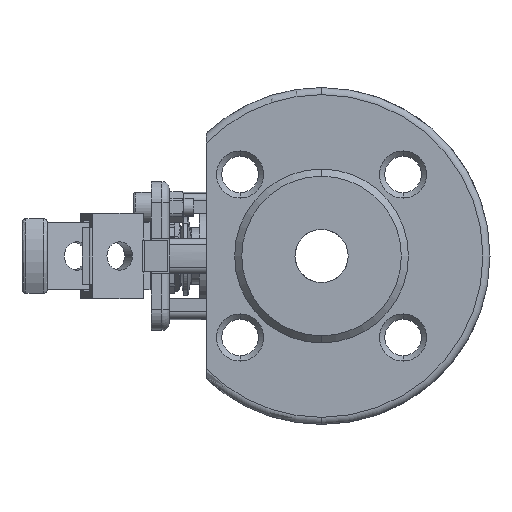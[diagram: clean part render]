
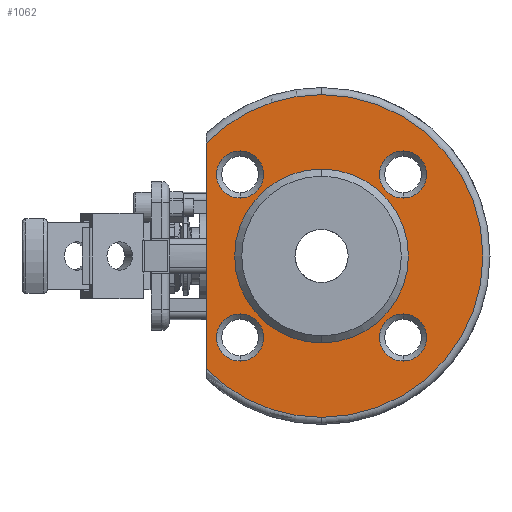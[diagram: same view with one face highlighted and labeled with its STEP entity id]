
A CAD part, left-side view. The second image highlights one B-rep face of the part: STEP entity #1062.
In plain terms, the highlighted planar face has unit normal (-1, 0, 0).
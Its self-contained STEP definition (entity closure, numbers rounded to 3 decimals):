
#298 = CIRCLE ( 'NONE', #24631, 6.65 ) ;
#547 = EDGE_CURVE ( 'NONE', #12155, #21195, #2764, .T. ) ;
#562 = DIRECTION ( 'NONE',  ( 0., 0., 1. ) ) ;
#618 = CARTESIAN_POINT ( 'NONE',  ( -19., -22.981, -16.331 ) ) ;
#1062 = ADVANCED_FACE ( 'NONE', ( #21920, #12796, #25799, #31453, #10153, #32324 ), #3671, .T. ) ;
#1187 = EDGE_LOOP ( 'NONE', ( #12079, #32190 ) ) ;
#1785 = DIRECTION ( 'NONE',  ( -1., 0., 0. ) ) ;
#2116 = VERTEX_POINT ( 'NONE', #22868 ) ;
#2235 = ORIENTED_EDGE ( 'NONE', *, *, #7166, .T. ) ;
#2664 = DIRECTION ( 'NONE',  ( 0., 0., 1. ) ) ;
#2672 = DIRECTION ( 'NONE',  ( -1., 0., 0. ) ) ;
#2764 = CIRCLE ( 'NONE', #15970, 6.65 ) ;
#3131 = CARTESIAN_POINT ( 'NONE',  ( -19., -22.981, 29.631 ) ) ;
#3167 = DIRECTION ( 'NONE',  ( 0., 0., 1. ) ) ;
#3179 = CARTESIAN_POINT ( 'NONE',  ( -19., 0., -45.5 ) ) ;
#3671 = PLANE ( 'NONE',  #25529 ) ;
#3745 = AXIS2_PLACEMENT_3D ( 'NONE', #18224, #12634, #12753 ) ;
#3962 = CIRCLE ( 'NONE', #7129, 6.65 ) ;
#4190 = ORIENTED_EDGE ( 'NONE', *, *, #29358, .F. ) ;
#4238 = ORIENTED_EDGE ( 'NONE', *, *, #12217, .T. ) ;
#4275 = DIRECTION ( 'NONE',  ( 0., 0., 1. ) ) ;
#4288 = AXIS2_PLACEMENT_3D ( 'NONE', #18858, #21527, #21785 ) ;
#4668 = CIRCLE ( 'NONE', #3745, 6.65 ) ;
#5158 = EDGE_CURVE ( 'NONE', #21195, #12155, #21774, .T. ) ;
#6087 = CIRCLE ( 'NONE', #4288, 45.5 ) ;
#6517 = EDGE_CURVE ( 'NONE', #7545, #21639, #4668, .T. ) ;
#6693 = DIRECTION ( 'NONE',  ( 1., 0., 0. ) ) ;
#7129 = AXIS2_PLACEMENT_3D ( 'NONE', #10721, #13553, #22167 ) ;
#7166 = EDGE_CURVE ( 'NONE', #2116, #35200, #298, .T. ) ;
#7194 = LINE ( 'NONE', #30847, #20705 ) ;
#7545 = VERTEX_POINT ( 'NONE', #34594 ) ;
#7720 = AXIS2_PLACEMENT_3D ( 'NONE', #24254, #18920, #13584 ) ;
#8363 = DIRECTION ( 'NONE',  ( 0., 0., 1. ) ) ;
#8570 = CIRCLE ( 'NONE', #27023, 24.5 ) ;
#9108 = CARTESIAN_POINT ( 'NONE',  ( -19., 32.5, -31.843 ) ) ;
#9304 = DIRECTION ( 'NONE',  ( 0., 0., 1. ) ) ;
#9445 = ORIENTED_EDGE ( 'NONE', *, *, #17908, .T. ) ;
#9869 = EDGE_LOOP ( 'NONE', ( #32898, #21612 ) ) ;
#10114 = CIRCLE ( 'NONE', #7720, 6.65 ) ;
#10153 = FACE_BOUND ( 'NONE', #9869, .T. ) ;
#10383 = EDGE_CURVE ( 'NONE', #15830, #21480, #16673, .T. ) ;
#10721 = CARTESIAN_POINT ( 'NONE',  ( -19., 22.981, -22.981 ) ) ;
#10894 = VERTEX_POINT ( 'NONE', #20868 ) ;
#10974 = DIRECTION ( 'NONE',  ( -1., 0., 0. ) ) ;
#11364 = CIRCLE ( 'NONE', #25106, 24.5 ) ;
#12079 = ORIENTED_EDGE ( 'NONE', *, *, #18813, .T. ) ;
#12155 = VERTEX_POINT ( 'NONE', #13186 ) ;
#12217 = EDGE_CURVE ( 'NONE', #35200, #2116, #3962, .T. ) ;
#12634 = DIRECTION ( 'NONE',  ( 1., 0., 0. ) ) ;
#12753 = DIRECTION ( 'NONE',  ( 0., 0., 1. ) ) ;
#12783 = AXIS2_PLACEMENT_3D ( 'NONE', #14227, #2672, #8363 ) ;
#12796 = FACE_BOUND ( 'NONE', #32050, .T. ) ;
#13186 = CARTESIAN_POINT ( 'NONE',  ( -19., -22.981, -29.631 ) ) ;
#13345 = VERTEX_POINT ( 'NONE', #18410 ) ;
#13553 = DIRECTION ( 'NONE',  ( 1., 0., 0. ) ) ;
#13584 = DIRECTION ( 'NONE',  ( 0., 0., 1. ) ) ;
#13796 = EDGE_LOOP ( 'NONE', ( #4238, #2235 ) ) ;
#14227 = CARTESIAN_POINT ( 'NONE',  ( -19., 0., 0. ) ) ;
#14246 = EDGE_LOOP ( 'NONE', ( #4190, #33670, #28236, #35800 ) ) ;
#14342 = AXIS2_PLACEMENT_3D ( 'NONE', #32408, #1785, #9304 ) ;
#14414 = DIRECTION ( 'NONE',  ( -1., 0., 0. ) ) ;
#15830 = VERTEX_POINT ( 'NONE', #3179 ) ;
#15970 = AXIS2_PLACEMENT_3D ( 'NONE', #33555, #27512, #33093 ) ;
#16642 = DIRECTION ( 'NONE',  ( 1., 0., 0. ) ) ;
#16673 = CIRCLE ( 'NONE', #14342, 45.5 ) ;
#17020 = DIRECTION ( 'NONE',  ( 0., 0., 1. ) ) ;
#17403 = CARTESIAN_POINT ( 'NONE',  ( -19., -45.5, 0. ) ) ;
#17525 = CIRCLE ( 'NONE', #35958, 6.65 ) ;
#17908 = EDGE_CURVE ( 'NONE', #22372, #13345, #10114, .T. ) ;
#18224 = CARTESIAN_POINT ( 'NONE',  ( -19., -22.981, 22.981 ) ) ;
#18410 = CARTESIAN_POINT ( 'NONE',  ( -19., 22.981, 29.631 ) ) ;
#18424 = CARTESIAN_POINT ( 'NONE',  ( -19., 22.981, -16.331 ) ) ;
#18813 = EDGE_CURVE ( 'NONE', #21639, #7545, #27035, .T. ) ;
#18858 = CARTESIAN_POINT ( 'NONE',  ( -19., 0., 0. ) ) ;
#18920 = DIRECTION ( 'NONE',  ( 1., 0., 0. ) ) ;
#19571 = AXIS2_PLACEMENT_3D ( 'NONE', #27560, #16642, #2664 ) ;
#19597 = VERTEX_POINT ( 'NONE', #27140 ) ;
#19778 = CARTESIAN_POINT ( 'NONE',  ( -19., -22.981, 22.981 ) ) ;
#20705 = VECTOR ( 'NONE', #17020, 1000. ) ;
#20868 = CARTESIAN_POINT ( 'NONE',  ( -19., 0., -24.5 ) ) ;
#21195 = VERTEX_POINT ( 'NONE', #618 ) ;
#21480 = VERTEX_POINT ( 'NONE', #24065 ) ;
#21527 = DIRECTION ( 'NONE',  ( -1., 0., 0. ) ) ;
#21612 = ORIENTED_EDGE ( 'NONE', *, *, #27747, .F. ) ;
#21639 = VERTEX_POINT ( 'NONE', #3131 ) ;
#21774 = CIRCLE ( 'NONE', #19571, 6.65 ) ;
#21785 = DIRECTION ( 'NONE',  ( 0., 0., 1. ) ) ;
#21819 = DIRECTION ( 'NONE',  ( 0., 0., 1. ) ) ;
#21909 = CARTESIAN_POINT ( 'NONE',  ( -19., 22.981, -22.981 ) ) ;
#21920 = FACE_BOUND ( 'NONE', #1187, .T. ) ;
#22167 = DIRECTION ( 'NONE',  ( 0., 0., 1. ) ) ;
#22289 = VERTEX_POINT ( 'NONE', #25459 ) ;
#22372 = VERTEX_POINT ( 'NONE', #29215 ) ;
#22868 = CARTESIAN_POINT ( 'NONE',  ( -19., 22.981, -29.631 ) ) ;
#23020 = CARTESIAN_POINT ( 'NONE',  ( -19., 0., 0. ) ) ;
#23158 = EDGE_CURVE ( 'NONE', #13345, #22372, #17525, .T. ) ;
#24065 = CARTESIAN_POINT ( 'NONE',  ( -19., 0., 45.5 ) ) ;
#24254 = CARTESIAN_POINT ( 'NONE',  ( -19., 22.981, 22.981 ) ) ;
#24476 = EDGE_CURVE ( 'NONE', #10894, #22289, #11364, .T. ) ;
#24631 = AXIS2_PLACEMENT_3D ( 'NONE', #21909, #29914, #21819 ) ;
#24855 = ORIENTED_EDGE ( 'NONE', *, *, #23158, .T. ) ;
#24989 = EDGE_CURVE ( 'NONE', #25518, #15830, #35211, .T. ) ;
#25106 = AXIS2_PLACEMENT_3D ( 'NONE', #23020, #14414, #3167 ) ;
#25436 = AXIS2_PLACEMENT_3D ( 'NONE', #19778, #33714, #562 ) ;
#25459 = CARTESIAN_POINT ( 'NONE',  ( -19., 0., 24.5 ) ) ;
#25518 = VERTEX_POINT ( 'NONE', #9108 ) ;
#25529 = AXIS2_PLACEMENT_3D ( 'NONE', #17403, #31937, #30776 ) ;
#25799 = FACE_BOUND ( 'NONE', #35129, .T. ) ;
#27023 = AXIS2_PLACEMENT_3D ( 'NONE', #27598, #10974, #30392 ) ;
#27035 = CIRCLE ( 'NONE', #25436, 6.65 ) ;
#27140 = CARTESIAN_POINT ( 'NONE',  ( -19., 32.5, 31.843 ) ) ;
#27512 = DIRECTION ( 'NONE',  ( 1., 0., 0. ) ) ;
#27560 = CARTESIAN_POINT ( 'NONE',  ( -19., -22.981, -22.981 ) ) ;
#27598 = CARTESIAN_POINT ( 'NONE',  ( -19., 0., 0. ) ) ;
#27747 = EDGE_CURVE ( 'NONE', #22289, #10894, #8570, .T. ) ;
#28236 = ORIENTED_EDGE ( 'NONE', *, *, #10383, .T. ) ;
#29215 = CARTESIAN_POINT ( 'NONE',  ( -19., 22.981, 16.331 ) ) ;
#29358 = EDGE_CURVE ( 'NONE', #25518, #19597, #7194, .T. ) ;
#29704 = ORIENTED_EDGE ( 'NONE', *, *, #5158, .T. ) ;
#29914 = DIRECTION ( 'NONE',  ( 1., 0., 0. ) ) ;
#30207 = ORIENTED_EDGE ( 'NONE', *, *, #547, .T. ) ;
#30392 = DIRECTION ( 'NONE',  ( 0., 0., 1. ) ) ;
#30776 = DIRECTION ( 'NONE',  ( 0., 0., 1. ) ) ;
#30847 = CARTESIAN_POINT ( 'NONE',  ( -19., 32.5, -51.777 ) ) ;
#31117 = EDGE_CURVE ( 'NONE', #21480, #19597, #6087, .T. ) ;
#31453 = FACE_BOUND ( 'NONE', #13796, .T. ) ;
#31937 = DIRECTION ( 'NONE',  ( -1., 0., 0. ) ) ;
#32050 = EDGE_LOOP ( 'NONE', ( #29704, #30207 ) ) ;
#32190 = ORIENTED_EDGE ( 'NONE', *, *, #6517, .T. ) ;
#32324 = FACE_OUTER_BOUND ( 'NONE', #14246, .T. ) ;
#32408 = CARTESIAN_POINT ( 'NONE',  ( -19., 0., 0. ) ) ;
#32898 = ORIENTED_EDGE ( 'NONE', *, *, #24476, .F. ) ;
#33093 = DIRECTION ( 'NONE',  ( 0., 0., 1. ) ) ;
#33555 = CARTESIAN_POINT ( 'NONE',  ( -19., -22.981, -22.981 ) ) ;
#33670 = ORIENTED_EDGE ( 'NONE', *, *, #24989, .T. ) ;
#33714 = DIRECTION ( 'NONE',  ( 1., 0., 0. ) ) ;
#34594 = CARTESIAN_POINT ( 'NONE',  ( -19., -22.981, 16.331 ) ) ;
#34757 = CARTESIAN_POINT ( 'NONE',  ( -19., 22.981, 22.981 ) ) ;
#35129 = EDGE_LOOP ( 'NONE', ( #24855, #9445 ) ) ;
#35200 = VERTEX_POINT ( 'NONE', #18424 ) ;
#35211 = CIRCLE ( 'NONE', #12783, 45.5 ) ;
#35800 = ORIENTED_EDGE ( 'NONE', *, *, #31117, .T. ) ;
#35958 = AXIS2_PLACEMENT_3D ( 'NONE', #34757, #6693, #4275 ) ;
